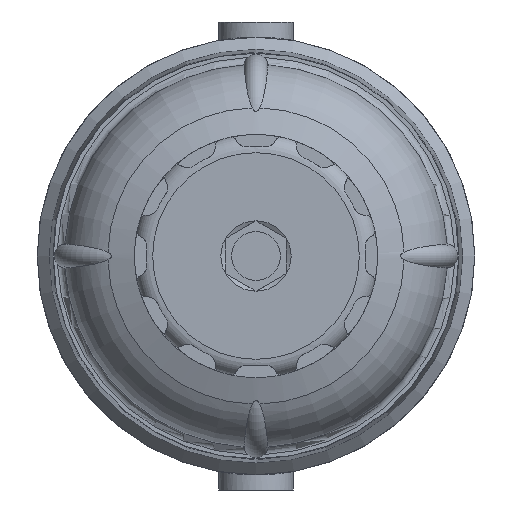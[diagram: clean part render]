
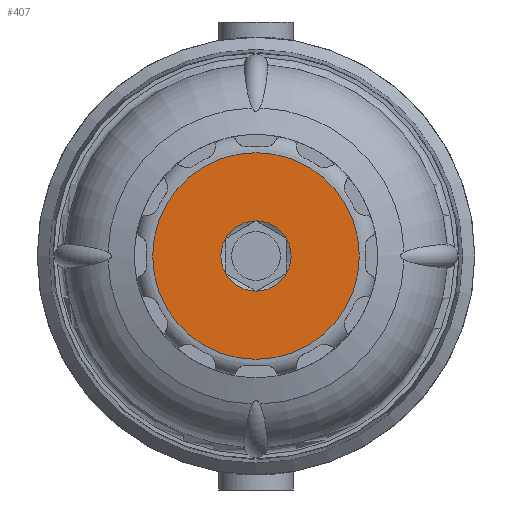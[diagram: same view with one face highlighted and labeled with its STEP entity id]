
A CAD part, front view. The second image highlights one B-rep face of the part: STEP entity #407.
In plain terms, the highlighted planar face has unit normal (0, -1, 0).
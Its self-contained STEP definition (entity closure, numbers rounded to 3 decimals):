
#407 = ADVANCED_FACE( '', ( #899, #900 ), #901, .F. );
#899 = FACE_BOUND( '', #1479, .T. );
#900 = FACE_OUTER_BOUND( '', #1480, .T. );
#901 = PLANE( '', #1481 );
#1479 = EDGE_LOOP( '', ( #2514 ) );
#1480 = EDGE_LOOP( '', ( #2515 ) );
#1481 = AXIS2_PLACEMENT_3D( '', #2516, #2517, #2518 );
#2514 = ORIENTED_EDGE( '', *, *, #3709, .F. );
#2515 = ORIENTED_EDGE( '', *, *, #3824, .T. );
#2516 = CARTESIAN_POINT( '', ( 8.5, 0., 0. ) );
#2517 = DIRECTION( '', ( 0., 1., 0. ) );
#2518 = DIRECTION( '', ( 0., 0., 1. ) );
#3709 = EDGE_CURVE( '', #4555, #4555, #4556, .T. );
#3824 = EDGE_CURVE( '', #4730, #4730, #4731, .T. );
#4555 = VERTEX_POINT( '', #5985 );
#4556 = CIRCLE( '', #5986, 2.89 );
#4730 = VERTEX_POINT( '', #6307 );
#4731 = CIRCLE( '', #6308, 8.5 );
#5985 = CARTESIAN_POINT( '', ( 0., 0., -2.89 ) );
#5986 = AXIS2_PLACEMENT_3D( '', #7338, #7339, #7340 );
#6307 = CARTESIAN_POINT( '', ( 0., 0., -8.5 ) );
#6308 = AXIS2_PLACEMENT_3D( '', #7473, #7474, #7475 );
#7338 = CARTESIAN_POINT( '', ( 0., 0., 0. ) );
#7339 = DIRECTION( '', ( 0., -1., 0. ) );
#7340 = DIRECTION( '', ( 0., 0., -1. ) );
#7473 = CARTESIAN_POINT( '', ( 0., 0., 0. ) );
#7474 = DIRECTION( '', ( 0., -1., 0. ) );
#7475 = DIRECTION( '', ( 0., 0., -1. ) );
